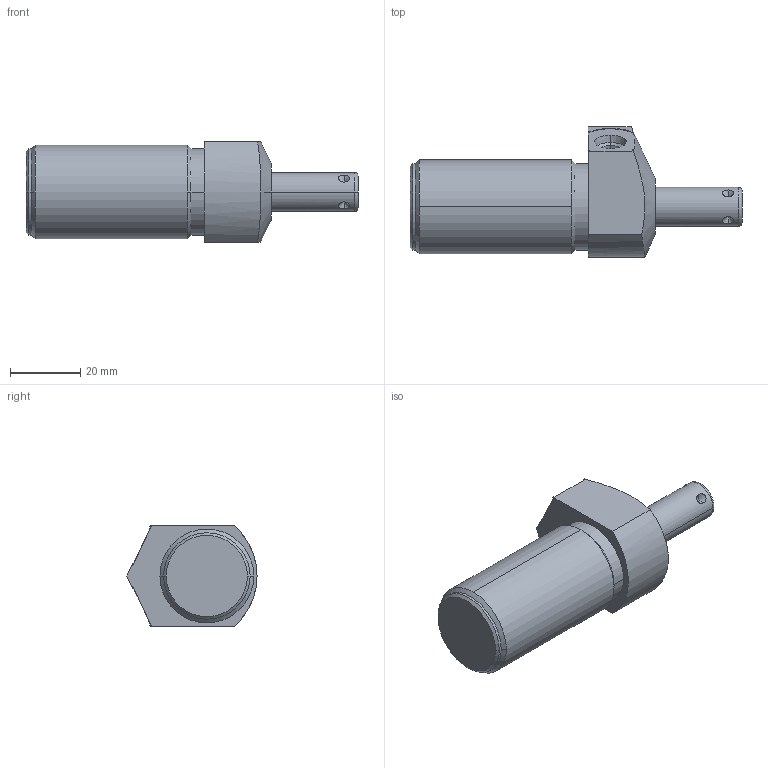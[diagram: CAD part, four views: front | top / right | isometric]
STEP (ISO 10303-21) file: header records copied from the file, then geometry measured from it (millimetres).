
FILE_DESCRIPTION((''),'2;1');
FILE_NAME('ILC25020501','2022-01-20T14:36:37',('rkuestersteffen'),(''),'CREO PARAMETRIC BY PTC INC, 2021164','CREO PARAMETRIC BY PTC INC, 2021164','');
FILE_SCHEMA(('AUTOMOTIVE_DESIGN { 1 0 10303 214 1 1 1 1 }'));
Length unit declared in the file: inch
Products named in the file (1): ILC25020501
Bounding box: 94.56 x 37.06 x 28.57 mm (x, y, z)
Volume: 44361.8 mm3; surface area: 9489.8 mm2
Topology: 1 solids, 2 shells, 68 faces, 166 edges, 100 vertices
Faces by surface type: cone 26, cylinder 23, plane 17, torus 2
Entity records: 2997 total; most frequent: CARTESIAN_POINT 591, DIRECTION 379, ORIENTED_EDGE 308, PRESENTATION_STYLE_ASSIGNMENT 182, STYLED_ITEM 173, CURVE_STYLE 171, EDGE_CURVE 156, AXIS2_PLACEMENT_3D 150
